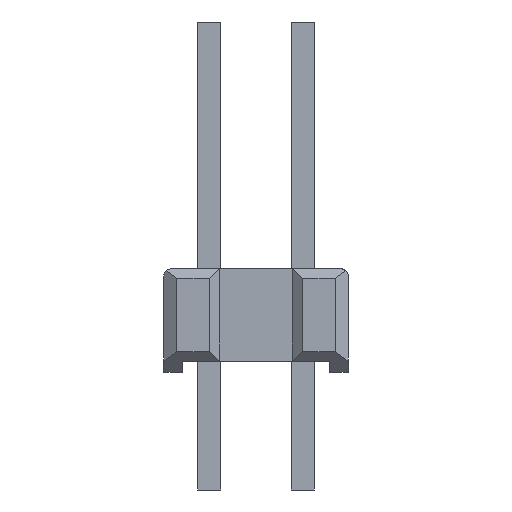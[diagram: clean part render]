
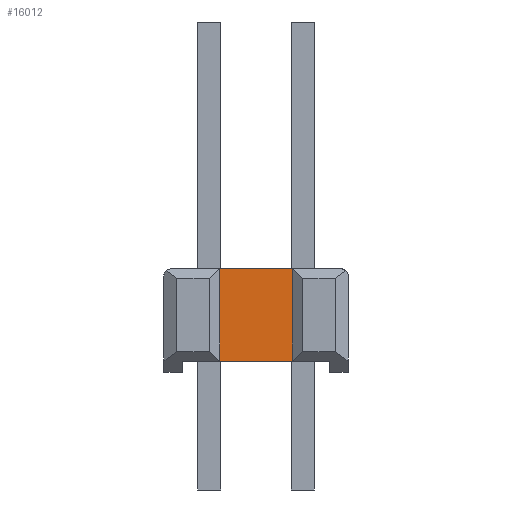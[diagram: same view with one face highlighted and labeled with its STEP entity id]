
A CAD part, left-side view. The second image highlights one B-rep face of the part: STEP entity #16012.
In plain terms, the highlighted planar face has unit normal (-1, 0, 0).
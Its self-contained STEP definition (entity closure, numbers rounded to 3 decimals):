
#166=DIRECTION('',(0.,0.,-1.));
#167=VECTOR('',#166,2.5);
#168=CARTESIAN_POINT('',(-22.61,0.977,0.));
#169=LINE('',#168,#167);
#1672=DIRECTION('',(0.,1.,0.));
#1673=VECTOR('',#1672,1.954);
#1674=CARTESIAN_POINT('',(-22.61,-0.977,0.));
#1675=LINE('',#1674,#1673);
#3294=DIRECTION('',(0.,1.,0.));
#3295=VECTOR('',#3294,1.954);
#3296=CARTESIAN_POINT('',(-22.61,-0.977,-2.5));
#3297=LINE('',#3296,#3295);
#5262=DIRECTION('',(0.,0.,-1.));
#5263=VECTOR('',#5262,2.5);
#5264=CARTESIAN_POINT('',(-22.61,-0.977,0.));
#5265=LINE('',#5264,#5263);
#8544=CARTESIAN_POINT('',(-22.61,-0.977,-2.5));
#8545=CARTESIAN_POINT('',(-22.61,0.977,-2.5));
#8546=VERTEX_POINT('',#8544);
#8547=VERTEX_POINT('',#8545);
#8548=CARTESIAN_POINT('',(-22.61,-0.977,0.));
#8549=CARTESIAN_POINT('',(-22.61,0.977,0.));
#8550=VERTEX_POINT('',#8548);
#8551=VERTEX_POINT('',#8549);
#16001=CARTESIAN_POINT('',(-22.61,-0.977,0.));
#16002=DIRECTION('',(1.,0.,0.));
#16003=DIRECTION('',(0.,1.,0.));
#16004=AXIS2_PLACEMENT_3D('',#16001,#16002,#16003);
#16005=PLANE('',#16004);
#16006=ORIENTED_EDGE('',*,*,#13245,.T.);
#16007=ORIENTED_EDGE('',*,*,#9846,.F.);
#16008=ORIENTED_EDGE('',*,*,#11760,.F.);
#16009=ORIENTED_EDGE('',*,*,#9894,.T.);
#16010=EDGE_LOOP('',(#16006,#16007,#16008,#16009));
#16011=FACE_OUTER_BOUND('',#16010,.F.);
#9846=EDGE_CURVE('',#8551,#8547,#169,.T.);
#9894=EDGE_CURVE('',#8550,#8546,#5265,.T.);
#11760=EDGE_CURVE('',#8550,#8551,#1675,.T.);
#13245=EDGE_CURVE('',#8546,#8547,#3297,.T.);
#16012=ADVANCED_FACE('',(#16011),#16005,.F.);
